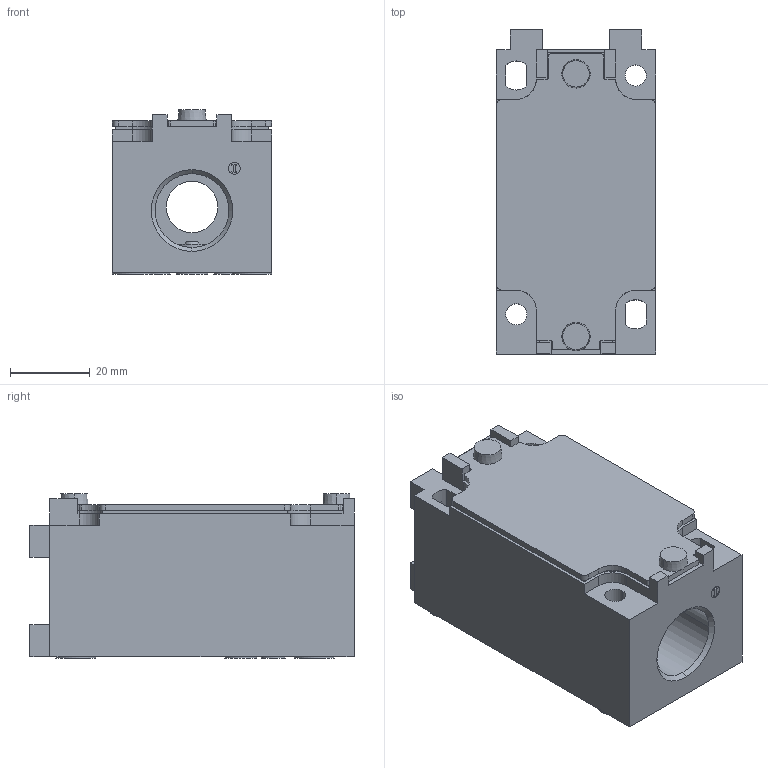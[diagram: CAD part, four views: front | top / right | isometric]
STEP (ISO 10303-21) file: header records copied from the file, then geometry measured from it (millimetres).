
FILE_DESCRIPTION(('STEP AP242'),'1');
FILE_NAME('switch_zckj2h29.stp','2020-12-04T09:19:25',('TraceParts'),('TraceParts S.A.'),'Spatial InterOp 3D',' ',' ');
FILE_SCHEMA(('AP242_MANAGED_MODEL_BASED_3D_ENGINEERING_MIM_LF {1 0 10303 442 1 1 4}'));
Length unit declared in the file: millimetre
Products named in the file (1): switch_zckj2h29_1
Bounding box: 40 x 81.5 x 41.33 mm (x, y, z)
Volume: 41700.3 mm3; surface area: 32101 mm2
Topology: 6 solids, 6 shells, 448 faces, 1165 edges, 753 vertices
Faces by surface type: plane 223, cylinder 142, bspline 34, cone 32, torus 17
Entity records: 15377 total; most frequent: CARTESIAN_POINT 4412, ORIENTED_EDGE 2316, DIRECTION 2227, EDGE_CURVE 1158, AXIS2_PLACEMENT_3D 783, VERTEX_POINT 753, LINE 661, VECTOR 661
